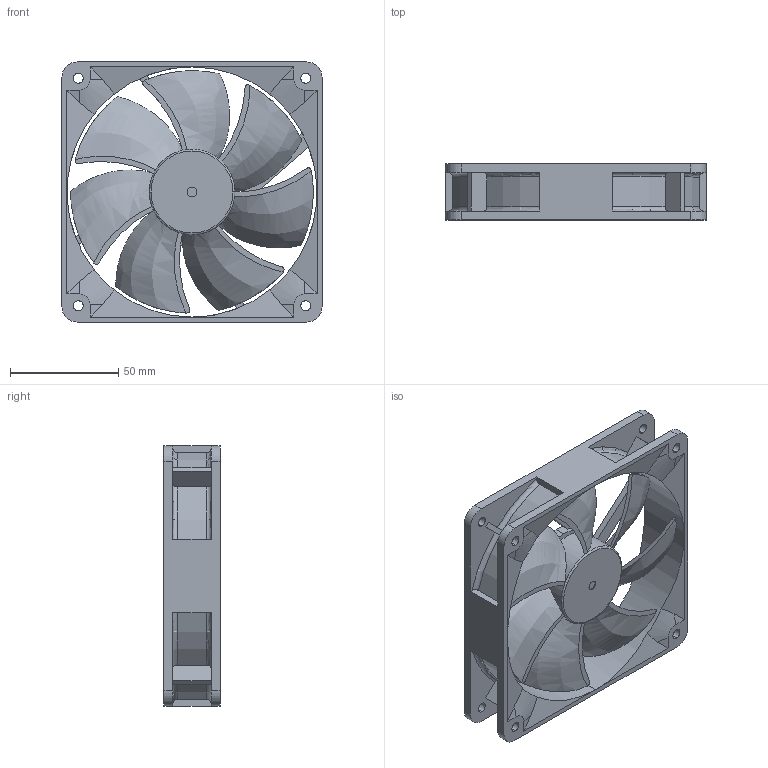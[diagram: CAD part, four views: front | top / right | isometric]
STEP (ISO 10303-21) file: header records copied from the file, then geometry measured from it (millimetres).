
FILE_DESCRIPTION (( 'STEP AP214' ), '1' );
FILE_NAME ('FAN.STEP', '2023-03-03T05:56:39', ( '' ), ( '' ), 'SwSTEP 2.0', 'SolidWorks 2020', '' );
FILE_SCHEMA (( 'AUTOMOTIVE_DESIGN' ));
Length unit declared in the file: millimetre
Products named in the file (3): fan; FAN; fan blade
Assembly tree (2 placements, depth 2):
  FAN
    fan
    fan blade
Bounding box: 120 x 26 x 120 mm (x, y, z)
Volume: 71394.1 mm3; surface area: 65968.2 mm2
Topology: 3 solids, 3 shells, 231 faces, 631 edges, 412 vertices
Faces by surface type: plane 104, cylinder 78, bspline 21, torus 18, cone 10
Entity records: 9377 total; most frequent: CARTESIAN_POINT 3540, ORIENTED_EDGE 1262, DIRECTION 1111, EDGE_CURVE 631, VERTEX_POINT 412, AXIS2_PLACEMENT_3D 408, VECTOR 295, LINE 295
